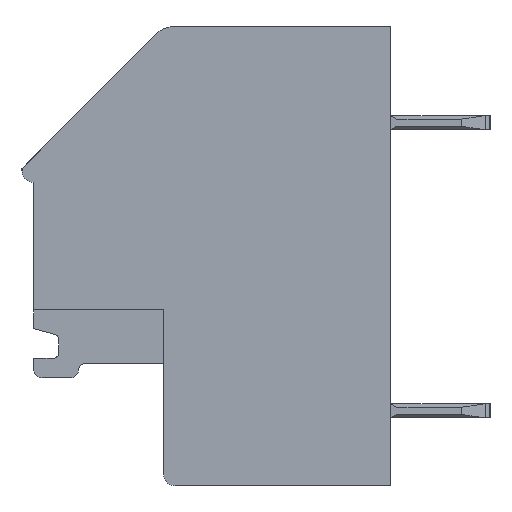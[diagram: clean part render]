
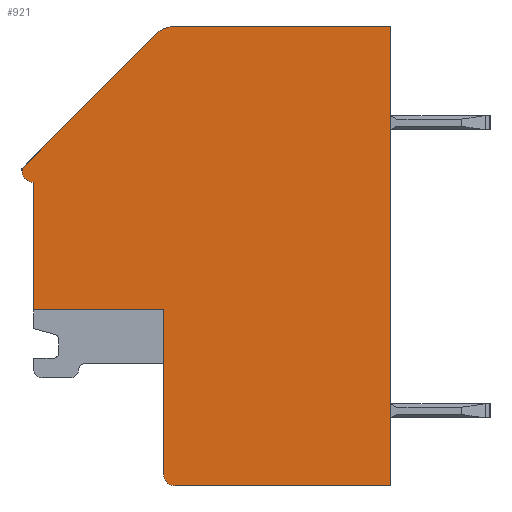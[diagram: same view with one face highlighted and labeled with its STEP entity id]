
A CAD part, left-side view. The second image highlights one B-rep face of the part: STEP entity #921.
In plain terms, the highlighted planar face has unit normal (-1, 0, 0).
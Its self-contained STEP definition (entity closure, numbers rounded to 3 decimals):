
#921 = ADVANCED_FACE( '', ( #2161 ), #2162, .T. );
#2161 = FACE_OUTER_BOUND( '', #3743, .T. );
#2162 = PLANE( '', #3744 );
#3743 = EDGE_LOOP( '', ( #6352, #6353, #6354, #6355, #6356, #6357, #6358, #6359, #6360, #6361, #6362 ) );
#3744 = AXIS2_PLACEMENT_3D( '', #6363, #6364, #6365 );
#6352 = ORIENTED_EDGE( '', *, *, #10601, .F. );
#6353 = ORIENTED_EDGE( '', *, *, #10308, .T. );
#6354 = ORIENTED_EDGE( '', *, *, #10602, .F. );
#6355 = ORIENTED_EDGE( '', *, *, #10603, .F. );
#6356 = ORIENTED_EDGE( '', *, *, #10604, .T. );
#6357 = ORIENTED_EDGE( '', *, *, #10605, .F. );
#6358 = ORIENTED_EDGE( '', *, *, #10606, .F. );
#6359 = ORIENTED_EDGE( '', *, *, #10607, .T. );
#6360 = ORIENTED_EDGE( '', *, *, #10608, .T. );
#6361 = ORIENTED_EDGE( '', *, *, #10591, .F. );
#6362 = ORIENTED_EDGE( '', *, *, #9811, .F. );
#6363 = CARTESIAN_POINT( '', ( 0., 0.7, -15.177 ) );
#6364 = DIRECTION( '', ( -1., 0., 0. ) );
#6365 = DIRECTION( '', ( 0., -1., 0. ) );
#9811 = EDGE_CURVE( '', #11830, #11832, #11833, .T. );
#10308 = EDGE_CURVE( '', #12679, #12677, #12680, .T. );
#10591 = EDGE_CURVE( '', #11832, #13138, #13139, .T. );
#10601 = EDGE_CURVE( '', #12679, #11830, #13151, .T. );
#10602 = EDGE_CURVE( '', #13152, #12677, #13153, .T. );
#10603 = EDGE_CURVE( '', #13154, #13152, #13155, .T. );
#10604 = EDGE_CURVE( '', #13154, #13156, #13157, .T. );
#10605 = EDGE_CURVE( '', #13158, #13156, #13159, .T. );
#10606 = EDGE_CURVE( '', #13160, #13158, #13161, .T. );
#10607 = EDGE_CURVE( '', #13160, #13162, #13163, .T. );
#10608 = EDGE_CURVE( '', #13162, #13138, #13164, .T. );
#11830 = VERTEX_POINT( '', #14866 );
#11832 = VERTEX_POINT( '', #14869 );
#11833 = LINE( '', #14870, #14871 );
#12677 = VERTEX_POINT( '', #16121 );
#12679 = VERTEX_POINT( '', #16124 );
#12680 = CIRCLE( '', #16125, 1. );
#13138 = VERTEX_POINT( '', #16839 );
#13139 = LINE( '', #16840, #16841 );
#13151 = LINE( '', #16859, #16860 );
#13152 = VERTEX_POINT( '', #16861 );
#13153 = LINE( '', #16862, #16863 );
#13154 = VERTEX_POINT( '', #16864 );
#13155 = LINE( '', #16865, #16866 );
#13156 = VERTEX_POINT( '', #16867 );
#13157 = CIRCLE( '', #16868, 0.4 );
#13158 = VERTEX_POINT( '', #16869 );
#13159 = LINE( '', #16870, #16871 );
#13160 = VERTEX_POINT( '', #16872 );
#13161 = LINE( '', #16873, #16874 );
#13162 = VERTEX_POINT( '', #16875 );
#13163 = LINE( '', #16876, #16877 );
#13164 = CIRCLE( '', #16878, 0.4 );
#14866 = CARTESIAN_POINT( '', ( 0., 0., 0. ) );
#14869 = CARTESIAN_POINT( '', ( 0., 0., -16.2 ) );
#14870 = CARTESIAN_POINT( '', ( 0., 0., -0.37 ) );
#14871 = VECTOR( '', #18912, 1000. );
#16121 = CARTESIAN_POINT( '', ( 0., 8.293, -0.293 ) );
#16124 = CARTESIAN_POINT( '', ( 0., 7.586, 0. ) );
#16125 = AXIS2_PLACEMENT_3D( '', #19434, #19435, #19436 );
#16839 = CARTESIAN_POINT( '', ( 0., 7.6, -16.2 ) );
#16840 = CARTESIAN_POINT( '', ( 0., 0., -16.2 ) );
#16841 = VECTOR( '', #19747, 1000. );
#16859 = CARTESIAN_POINT( '', ( 0., 8., 0. ) );
#16860 = VECTOR( '', #19754, 1000. );
#16861 = CARTESIAN_POINT( '', ( 0., 13., -5. ) );
#16862 = CARTESIAN_POINT( '', ( 0., 13., -5. ) );
#16863 = VECTOR( '', #19755, 1000. );
#16864 = CARTESIAN_POINT( '', ( 0., 13., -5.1 ) );
#16865 = CARTESIAN_POINT( '', ( 0., 13., -5.5 ) );
#16866 = VECTOR( '', #19756, 1000. );
#16867 = CARTESIAN_POINT( '', ( 0., 12.6, -5.5 ) );
#16868 = AXIS2_PLACEMENT_3D( '', #19757, #19758, #19759 );
#16869 = CARTESIAN_POINT( '', ( 0., 12.6, -10. ) );
#16870 = CARTESIAN_POINT( '', ( 0., 12.6, -10. ) );
#16871 = VECTOR( '', #19760, 1000. );
#16872 = CARTESIAN_POINT( '', ( 0., 8., -10. ) );
#16873 = CARTESIAN_POINT( '', ( 0., 6.5, -10. ) );
#16874 = VECTOR( '', #19761, 1000. );
#16875 = CARTESIAN_POINT( '', ( 0., 8., -15.8 ) );
#16876 = CARTESIAN_POINT( '', ( 0., 8., -8.1 ) );
#16877 = VECTOR( '', #19762, 1000. );
#16878 = AXIS2_PLACEMENT_3D( '', #19763, #19764, #19765 );
#18912 = DIRECTION( '', ( 0., 0., -1. ) );
#19434 = CARTESIAN_POINT( '', ( 0., 7.586, -1. ) );
#19435 = DIRECTION( '', ( -1., 0., 0. ) );
#19436 = DIRECTION( '', ( 0., 0., 1. ) );
#19747 = DIRECTION( '', ( 0., 1., 0. ) );
#19754 = DIRECTION( '', ( 0., -1., 0. ) );
#19755 = DIRECTION( '', ( 0., -0.707, 0.707 ) );
#19756 = DIRECTION( '', ( 0., 0., 1. ) );
#19757 = CARTESIAN_POINT( '', ( 0., 12.6, -5.1 ) );
#19758 = DIRECTION( '', ( -1., 0., 0. ) );
#19759 = DIRECTION( '', ( 0., 0., 1. ) );
#19760 = DIRECTION( '', ( 0., 0., 1. ) );
#19761 = DIRECTION( '', ( 0., 1., 0. ) );
#19762 = DIRECTION( '', ( 0., 0., -1. ) );
#19763 = CARTESIAN_POINT( '', ( 0., 7.6, -15.8 ) );
#19764 = DIRECTION( '', ( -1., 0., 0. ) );
#19765 = DIRECTION( '', ( 0., 0., 1. ) );
